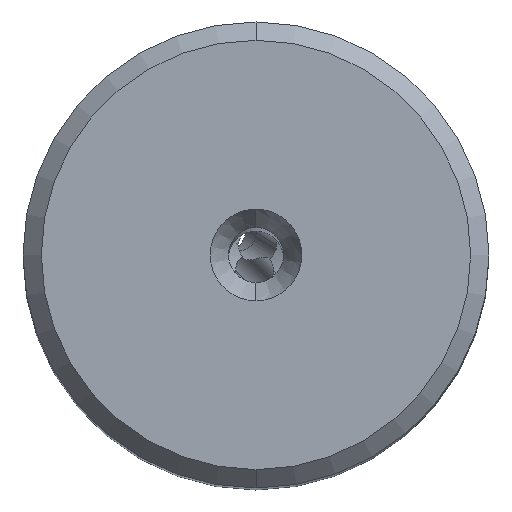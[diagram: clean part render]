
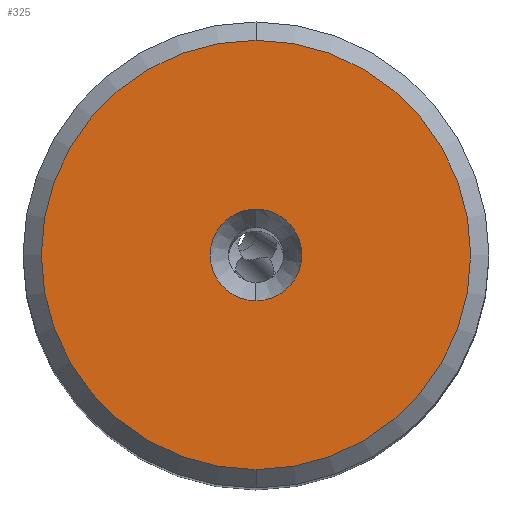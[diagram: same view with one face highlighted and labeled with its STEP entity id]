
A CAD part, top view. The second image highlights one B-rep face of the part: STEP entity #325.
In plain terms, the highlighted planar face has unit normal (0, 0, 1).
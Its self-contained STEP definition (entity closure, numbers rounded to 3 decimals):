
#93=PLANE('',#4514);
#147=FACE_BOUND('',#861,.T.);
#148=FACE_BOUND('',#862,.T.);
#325=ADVANCED_FACE('',(#147,#148),#93,.T.);
#861=EDGE_LOOP('',(#2365,#2366));
#862=EDGE_LOOP('',(#2367,#2368));
#1093=CIRCLE('',#4508,2.5);
#1094=CIRCLE('',#4510,2.5);
#1095=CIRCLE('',#4512,11.7);
#1096=CIRCLE('',#4513,11.7);
#2365=ORIENTED_EDGE('',*,*,#3754,.T.);
#2366=ORIENTED_EDGE('',*,*,#3755,.T.);
#2367=ORIENTED_EDGE('',*,*,#3751,.T.);
#2368=ORIENTED_EDGE('',*,*,#3753,.T.);
#3205=VERTEX_POINT('',#8360);
#3206=VERTEX_POINT('',#8362);
#3207=VERTEX_POINT('',#8368);
#3208=VERTEX_POINT('',#8369);
#3751=EDGE_CURVE('',#3206,#3205,#1093,.T.);
#3753=EDGE_CURVE('',#3205,#3206,#1094,.T.);
#3754=EDGE_CURVE('',#3207,#3208,#1095,.T.);
#3755=EDGE_CURVE('',#3208,#3207,#1096,.T.);
#4508=AXIS2_PLACEMENT_3D('',#8361,#5367,#5368);
#4510=AXIS2_PLACEMENT_3D('',#8365,#5372,#5373);
#4512=AXIS2_PLACEMENT_3D('',#8367,#5376,#5377);
#4513=AXIS2_PLACEMENT_3D('',#8370,#5378,#5379);
#4514=AXIS2_PLACEMENT_3D('',#8371,#5380,#5381);
#5367=DIRECTION('',(0.,0.,-1.));
#5368=DIRECTION('',(0.,1.,0.));
#5372=DIRECTION('',(0.,0.,-1.));
#5373=DIRECTION('',(0.,-1.,0.));
#5376=DIRECTION('',(0.,0.,1.));
#5377=DIRECTION('',(0.,1.,0.));
#5378=DIRECTION('',(0.,0.,1.));
#5379=DIRECTION('',(0.,-1.,0.));
#5380=DIRECTION('',(0.,0.,1.));
#5381=DIRECTION('',(0.,-1.,0.));
#8360=CARTESIAN_POINT('',(0.,-2.5,0.));
#8361=CARTESIAN_POINT('',(0.,0.,0.));
#8362=CARTESIAN_POINT('',(0.,2.5,0.));
#8365=CARTESIAN_POINT('',(0.,0.,0.));
#8367=CARTESIAN_POINT('',(0.,0.,0.));
#8368=CARTESIAN_POINT('',(0.,11.7,0.));
#8369=CARTESIAN_POINT('',(0.,-11.7,0.));
#8370=CARTESIAN_POINT('',(0.,0.,0.));
#8371=CARTESIAN_POINT('',(0.,0.,0.));
